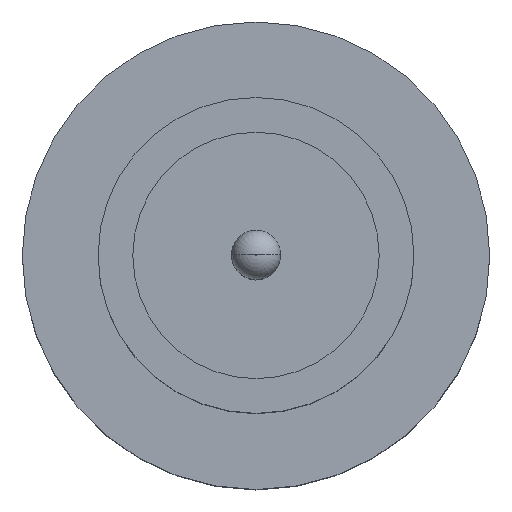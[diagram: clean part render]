
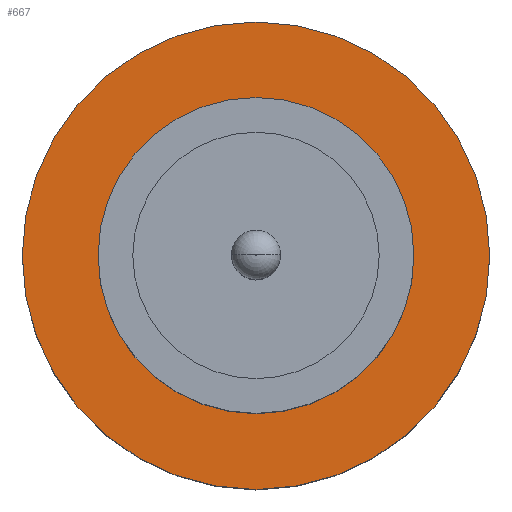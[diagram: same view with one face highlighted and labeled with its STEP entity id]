
A CAD part, top view. The second image highlights one B-rep face of the part: STEP entity #667.
In plain terms, the highlighted planar face has unit normal (0, 0, 1).
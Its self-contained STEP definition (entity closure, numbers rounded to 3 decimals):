
#10 = DIRECTION ( 'NONE',  ( 1., 0., 0. ) ) ;
#40 = EDGE_LOOP ( 'NONE', ( #140, #516 ) ) ;
#54 = FACE_BOUND ( 'NONE', #723, .T. ) ;
#91 = EDGE_CURVE ( 'NONE', #107, #690, #595, .T. ) ;
#96 = AXIS2_PLACEMENT_3D ( 'NONE', #755, #441, #241 ) ;
#107 = VERTEX_POINT ( 'NONE', #499 ) ;
#117 = ORIENTED_EDGE ( 'NONE', *, *, #204, .F. ) ;
#140 = ORIENTED_EDGE ( 'NONE', *, *, #257, .T. ) ;
#156 = CARTESIAN_POINT ( 'NONE',  ( 0., 0., 1.55 ) ) ;
#204 = EDGE_CURVE ( 'NONE', #437, #447, #291, .T. ) ;
#205 = DIRECTION ( 'NONE',  ( 0., 0., 1. ) ) ;
#206 = AXIS2_PLACEMENT_3D ( 'NONE', #618, #492, #223 ) ;
#214 = AXIS2_PLACEMENT_3D ( 'NONE', #365, #747, #10 ) ;
#223 = DIRECTION ( 'NONE',  ( 1., 0., 0. ) ) ;
#225 = FACE_OUTER_BOUND ( 'NONE', #40, .T. ) ;
#241 = DIRECTION ( 'NONE',  ( 1., 0., 0. ) ) ;
#257 = EDGE_CURVE ( 'NONE', #690, #107, #529, .T. ) ;
#269 = CARTESIAN_POINT ( 'NONE',  ( 0., 0., 1.55 ) ) ;
#277 = DIRECTION ( 'NONE',  ( 1., 0., 0. ) ) ;
#291 = CIRCLE ( 'NONE', #341, 1.25 ) ;
#308 = CARTESIAN_POINT ( 'NONE',  ( -1.25, 0., 1.55 ) ) ;
#314 = ORIENTED_EDGE ( 'NONE', *, *, #513, .F. ) ;
#341 = AXIS2_PLACEMENT_3D ( 'NONE', #269, #591, #465 ) ;
#365 = CARTESIAN_POINT ( 'NONE',  ( 0., 0., 1.55 ) ) ;
#398 = CIRCLE ( 'NONE', #789, 1.25 ) ;
#437 = VERTEX_POINT ( 'NONE', #308 ) ;
#438 = CARTESIAN_POINT ( 'NONE',  ( 1.25, 0., 1.55 ) ) ;
#441 = DIRECTION ( 'NONE',  ( 0., 0., 1. ) ) ;
#447 = VERTEX_POINT ( 'NONE', #438 ) ;
#465 = DIRECTION ( 'NONE',  ( 1., 0., 0. ) ) ;
#492 = DIRECTION ( 'NONE',  ( 0., 0., 1. ) ) ;
#499 = CARTESIAN_POINT ( 'NONE',  ( 1.85, 0., 1.55 ) ) ;
#513 = EDGE_CURVE ( 'NONE', #447, #437, #398, .T. ) ;
#516 = ORIENTED_EDGE ( 'NONE', *, *, #91, .T. ) ;
#529 = CIRCLE ( 'NONE', #206, 1.85 ) ;
#591 = DIRECTION ( 'NONE',  ( 0., 0., 1. ) ) ;
#595 = CIRCLE ( 'NONE', #96, 1.85 ) ;
#618 = CARTESIAN_POINT ( 'NONE',  ( 0., 0., 1.55 ) ) ;
#667 = ADVANCED_FACE ( 'NONE', ( #54, #225 ), #808, .T. ) ;
#680 = CARTESIAN_POINT ( 'NONE',  ( -1.85, 0., 1.55 ) ) ;
#690 = VERTEX_POINT ( 'NONE', #680 ) ;
#723 = EDGE_LOOP ( 'NONE', ( #314, #117 ) ) ;
#747 = DIRECTION ( 'NONE',  ( 0., 0., 1. ) ) ;
#755 = CARTESIAN_POINT ( 'NONE',  ( 0., 0., 1.55 ) ) ;
#789 = AXIS2_PLACEMENT_3D ( 'NONE', #156, #205, #277 ) ;
#808 = PLANE ( 'NONE',  #214 ) ;
